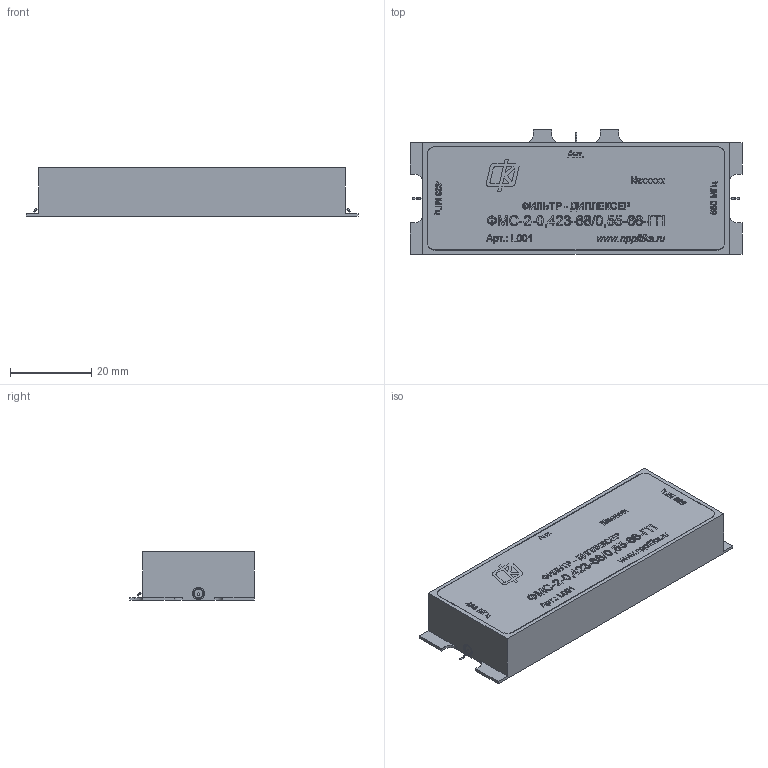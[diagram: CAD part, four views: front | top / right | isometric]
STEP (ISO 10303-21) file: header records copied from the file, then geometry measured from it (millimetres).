
FILE_DESCRIPTION(('STEP AP203'), '1');
FILE_NAME('ÍØÁÀ.468843.014_Äèïëåêñåð ÔÌÑ-2-0,423-68(0,55-66-ÃÏ_1', '', ('UNSPECIFIED'), ('UNSPECIFIED'), 'ASCON STEP Converter 1.6', 'ASCON Math Kernel', '');
FILE_SCHEMA(('CONFIG_CONTROL_DESIGN'));
Length unit declared in the file: millimetre
Products named in the file (1): НШБА.468843.014_Диплексер ФМС-2-0,423-68(0,55-66-ГП
Bounding box: 81.8 x 30.7 x 12 mm (x, y, z)
Volume: 24962.4 mm3; surface area: 10935.8 mm2
Topology: 2 solids, 2 shells, 1279 faces, 3408 edges, 2271 vertices
Faces by surface type: plane 841, bspline 385, cylinder 47, torus 6
Full cylindrical faces by diameter (mm): 0.3 x9, 1.6 x3, 2.1 x3, 2.49 x3, 2.55 x3, 3 x3
Entity records: 97750 total; most frequent: CARTESIAN_POINT 58830, ORIENTED_EDGE 6756, DIRECTION 4204, EDGE_CURVE 3378, VERTEX_POINT 2271, LINE 2196, VECTOR 2196, EDGE_LOOP 1447
